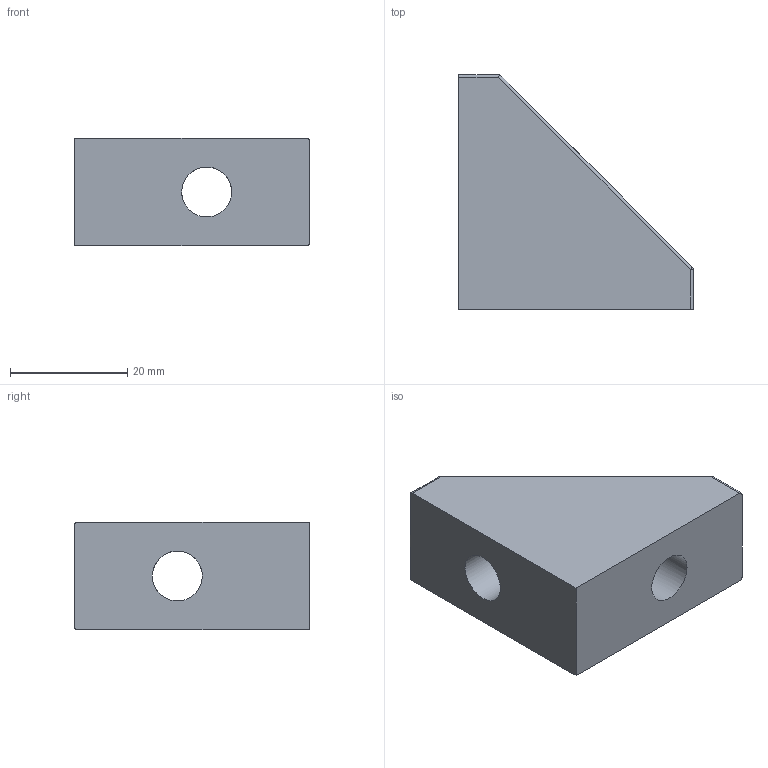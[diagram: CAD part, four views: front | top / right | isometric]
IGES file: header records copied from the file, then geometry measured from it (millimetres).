
Global section: file name: 301840; native system: Autodesk Inventor 2021; preprocessor: unknown; author: aluteckkpl_kk; date: 20221007.091954; units: millimetre
Bounding box: 40 x 40 x 18.3 mm (x, y, z)
Volume: 10726.8 mm3; surface area: 6147.7 mm2
Topology: 1 solids, 1 shells, 34 faces, 88 edges, 52 vertices
Faces by surface type: bspline 34
